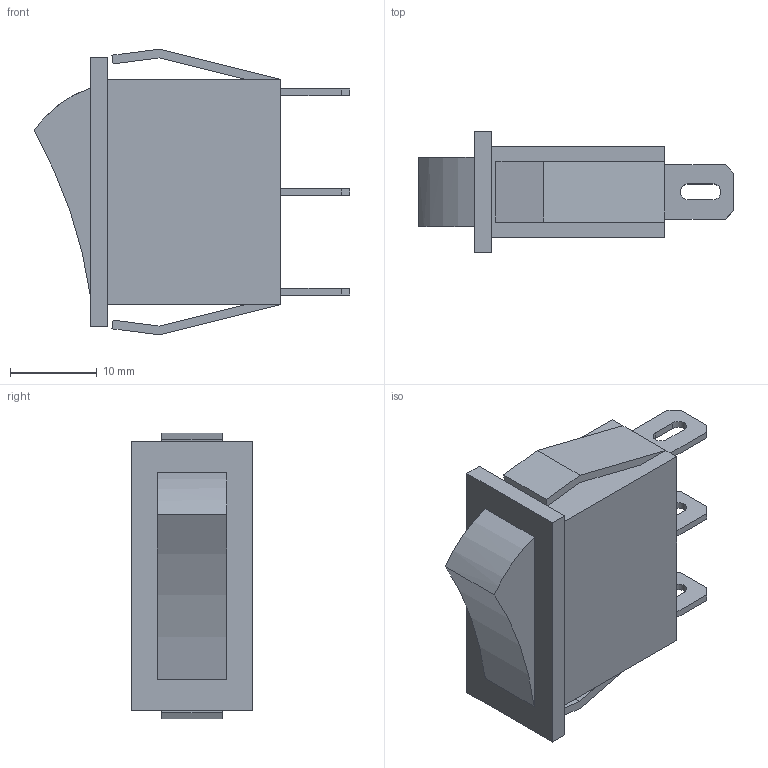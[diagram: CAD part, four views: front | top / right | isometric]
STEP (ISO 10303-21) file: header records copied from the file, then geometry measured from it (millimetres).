
FILE_DESCRIPTION(('CATIA V5 STEP Exchange'),'2;1');
FILE_NAME('Switch.stp','2021-01-12T19:39:07+00:00',('none'),('none'),'CATIA Version 5 Release 19 GA (IN-10)','CATIA V5 STEP AP203','none');
FILE_SCHEMA(('CONFIG_CONTROL_DESIGN'));
Length unit declared in the file: millimetre
Products named in the file (1): yl202-3
Bounding box: 36.5 x 14 x 33 mm (x, y, z)
Volume: 7228 mm3; surface area: 3519.3 mm2
Topology: 1 solids, 1 shells, 62 faces, 161 edges, 106 vertices
Faces by surface type: plane 54, cylinder 8
Entity records: 1873 total; most frequent: CARTESIAN_POINT 330, ORIENTED_EDGE 322, DIRECTION 268, EDGE_CURVE 161, VECTOR 145, LINE 145, VERTEX_POINT 106, EDGE_LOOP 73
